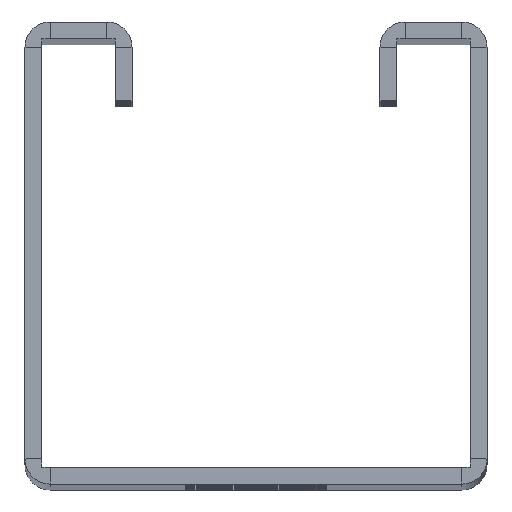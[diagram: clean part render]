
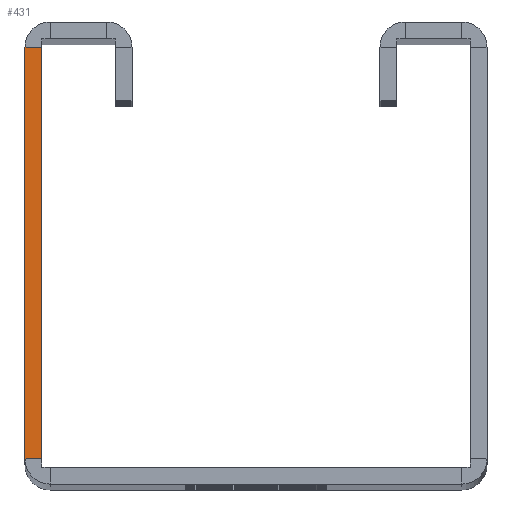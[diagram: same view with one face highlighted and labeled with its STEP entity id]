
A CAD part, top view. The second image highlights one B-rep face of the part: STEP entity #431.
In plain terms, the highlighted planar face has unit normal (0, 0, 1).
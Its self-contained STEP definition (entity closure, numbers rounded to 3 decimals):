
#31 = LINE ( 'NONE', #16477, #15990 ) ;
#431 = ADVANCED_FACE ( 'NONE', ( #16713 ), #10443, .T. ) ;
#1245 = ORIENTED_EDGE ( 'NONE', *, *, #17157, .T. ) ;
#1251 = VERTEX_POINT ( 'NONE', #2723 ) ;
#2166 = VERTEX_POINT ( 'NONE', #7525 ) ;
#2375 = ORIENTED_EDGE ( 'NONE', *, *, #8999, .F. ) ;
#2506 = CARTESIAN_POINT ( 'NONE',  ( -19., 38.75, 0. ) ) ;
#2723 = CARTESIAN_POINT ( 'NONE',  ( -19., 2.25, 0. ) ) ;
#4401 = DIRECTION ( 'NONE',  ( 1., 0., 0. ) ) ;
#5194 = DIRECTION ( 'NONE',  ( 0., 1., 0. ) ) ;
#5837 = ORIENTED_EDGE ( 'NONE', *, *, #7035, .T. ) ;
#6678 = VERTEX_POINT ( 'NONE', #17052 ) ;
#7035 = EDGE_CURVE ( 'NONE', #13049, #6678, #16534, .T. ) ;
#7525 = CARTESIAN_POINT ( 'NONE',  ( -20.5, 2.25, 0. ) ) ;
#8204 = CARTESIAN_POINT ( 'NONE',  ( -20.5, 2.25, 0. ) ) ;
#8807 = LINE ( 'NONE', #8204, #15918 ) ;
#8999 = EDGE_CURVE ( 'NONE', #2166, #6678, #9116, .T. ) ;
#9116 = LINE ( 'NONE', #14184, #16693 ) ;
#9677 = DIRECTION ( 'NONE',  ( 1., 0., 0. ) ) ;
#9773 = ORIENTED_EDGE ( 'NONE', *, *, #15333, .T. ) ;
#10363 = VECTOR ( 'NONE', #16683, 1000. ) ;
#10443 = PLANE ( 'NONE',  #16309 ) ;
#10448 = EDGE_LOOP ( 'NONE', ( #2375, #1245, #9773, #5837 ) ) ;
#10713 = CARTESIAN_POINT ( 'NONE',  ( -19., 38.75, 0. ) ) ;
#13049 = VERTEX_POINT ( 'NONE', #2506 ) ;
#13525 = CARTESIAN_POINT ( 'NONE',  ( -18.25, 1.5, 0. ) ) ;
#14184 = CARTESIAN_POINT ( 'NONE',  ( -20.5, 0., 0. ) ) ;
#15333 = EDGE_CURVE ( 'NONE', #1251, #13049, #31, .T. ) ;
#15918 = VECTOR ( 'NONE', #9677, 1000. ) ;
#15990 = VECTOR ( 'NONE', #19368, 1000. ) ;
#16309 = AXIS2_PLACEMENT_3D ( 'NONE', #13525, #17972, #4401 ) ;
#16477 = CARTESIAN_POINT ( 'NONE',  ( -19., 0., 0. ) ) ;
#16534 = LINE ( 'NONE', #10713, #10363 ) ;
#16683 = DIRECTION ( 'NONE',  ( -1., 0., 0. ) ) ;
#16693 = VECTOR ( 'NONE', #5194, 1000. ) ;
#16713 = FACE_OUTER_BOUND ( 'NONE', #10448, .T. ) ;
#17052 = CARTESIAN_POINT ( 'NONE',  ( -20.5, 38.75, 0. ) ) ;
#17157 = EDGE_CURVE ( 'NONE', #2166, #1251, #8807, .T. ) ;
#17972 = DIRECTION ( 'NONE',  ( 0., 0., 1. ) ) ;
#19368 = DIRECTION ( 'NONE',  ( 0., 1., 0. ) ) ;
